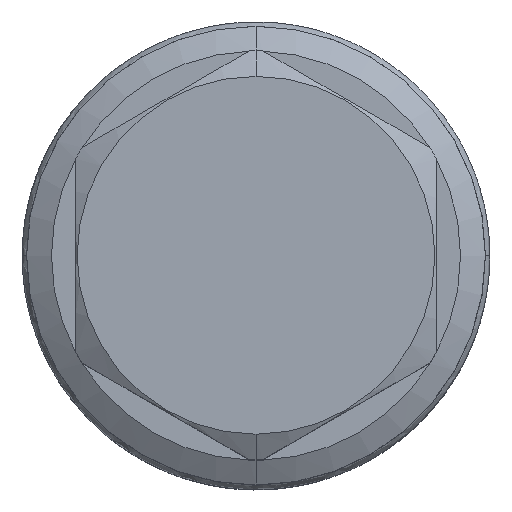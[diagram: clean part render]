
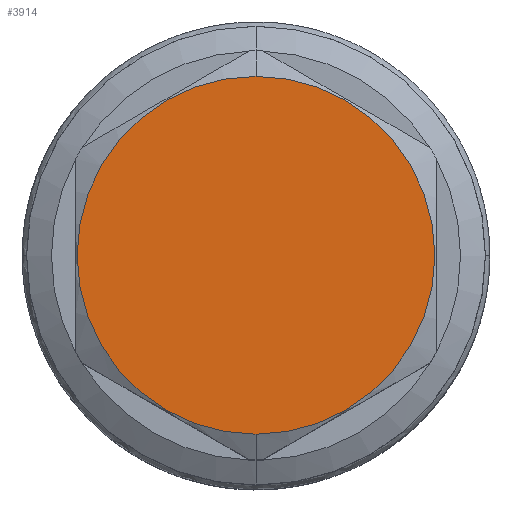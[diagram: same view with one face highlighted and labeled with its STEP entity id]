
A CAD part, top view. The second image highlights one B-rep face of the part: STEP entity #3914.
In plain terms, the highlighted planar face has unit normal (0, 0, 1).
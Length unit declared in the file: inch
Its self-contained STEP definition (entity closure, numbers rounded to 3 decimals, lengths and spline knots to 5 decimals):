
#1447=CARTESIAN_POINT('',(0.,0.,4.281));
#1448=DIRECTION('',(0.,0.,1.));
#1449=DIRECTION('',(0.,-1.,0.));
#1450=AXIS2_PLACEMENT_3D('',#1447,#1448,#1449);
#1452=CARTESIAN_POINT('',(0.,0.,4.281));
#1453=DIRECTION('',(0.,0.,1.));
#1454=DIRECTION('',(0.,1.,0.));
#1455=AXIS2_PLACEMENT_3D('',#1452,#1453,#1454);
#1571=CARTESIAN_POINT('',(0.,-0.62,4.281));
#1572=CARTESIAN_POINT('',(0.,0.62,4.281));
#1573=VERTEX_POINT('',#1571);
#1574=VERTEX_POINT('',#1572);
#3905=CARTESIAN_POINT('',(0.,0.,4.281));
#3906=DIRECTION('',(0.,0.,1.));
#3907=DIRECTION('',(0.,1.,0.));
#3908=AXIS2_PLACEMENT_3D('',#3905,#3906,#3907);
#3909=PLANE('',#3908);
#3910=ORIENTED_EDGE('',*,*,#3675,.F.);
#3911=ORIENTED_EDGE('',*,*,#3896,.F.);
#3912=EDGE_LOOP('',(#3910,#3911));
#3913=FACE_OUTER_BOUND('',#3912,.F.);
#3914=ADVANCED_FACE('',(#3913),#3909,.T.);
#1451=CIRCLE('',#1450,0.62);
#1456=CIRCLE('',#1455,0.62);
#3675=EDGE_CURVE('',#1573,#1574,#1451,.T.);
#3896=EDGE_CURVE('',#1574,#1573,#1456,.T.);
